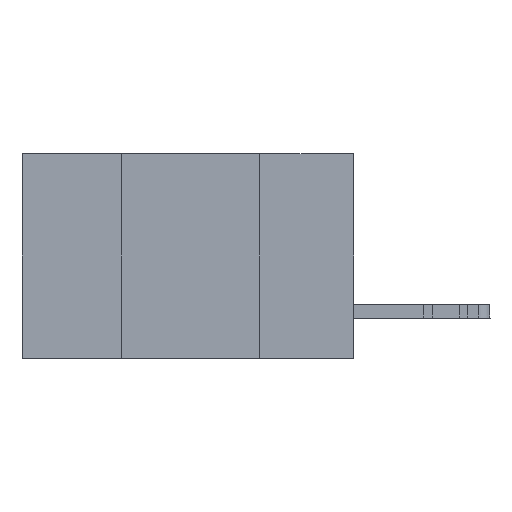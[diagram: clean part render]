
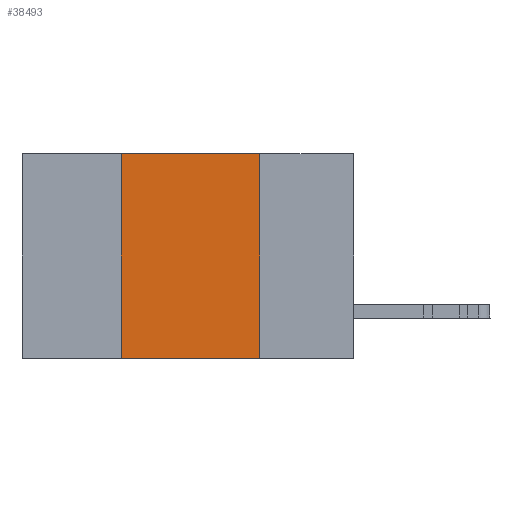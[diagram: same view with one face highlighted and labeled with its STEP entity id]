
A CAD part, left-side view. The second image highlights one B-rep face of the part: STEP entity #38493.
In plain terms, the highlighted planar face has unit normal (-1, 0, 0).
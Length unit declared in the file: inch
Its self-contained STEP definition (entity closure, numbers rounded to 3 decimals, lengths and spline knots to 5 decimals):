
#2457 = ORIENTED_EDGE ( 'NONE', *, *, #14937, .F. ) ;
#3976 = LINE ( 'NONE', #31371, #34693 ) ;
#4095 = DIRECTION ( 'NONE',  ( 0., 0., -1. ) ) ;
#5490 = EDGE_LOOP ( 'NONE', ( #33084, #32528, #2457, #37282 ) ) ;
#10149 = LINE ( 'NONE', #15117, #25278 ) ;
#10776 = PLANE ( 'NONE',  #11874 ) ;
#11131 = EDGE_CURVE ( 'NONE', #19020, #39881, #10149, .T. ) ;
#11874 = AXIS2_PLACEMENT_3D ( 'NONE', #19978, #23228, #4095 ) ;
#13763 = CARTESIAN_POINT ( 'NONE',  ( 0., 0.42, 0. ) ) ;
#14937 = EDGE_CURVE ( 'NONE', #19020, #15128, #3976, .T. ) ;
#15106 = LINE ( 'NONE', #38737, #31743 ) ;
#15117 = CARTESIAN_POINT ( 'NONE',  ( 0., 0.6, -0.37 ) ) ;
#15128 = VERTEX_POINT ( 'NONE', #13763 ) ;
#15617 = DIRECTION ( 'NONE',  ( 0., 0., 1. ) ) ;
#16981 = VECTOR ( 'NONE', #31074, 39.37008 ) ;
#19020 = VERTEX_POINT ( 'NONE', #28932 ) ;
#19978 = CARTESIAN_POINT ( 'NONE',  ( 0., 0.6, 0. ) ) ;
#23228 = DIRECTION ( 'NONE',  ( 1., 0., 0. ) ) ;
#23301 = EDGE_CURVE ( 'NONE', #35291, #39881, #15106, .T. ) ;
#24662 = EDGE_CURVE ( 'NONE', #15128, #35291, #34184, .T. ) ;
#25278 = VECTOR ( 'NONE', #28174, 39.37008 ) ;
#27544 = CARTESIAN_POINT ( 'NONE',  ( 0., 0.6, 0. ) ) ;
#28174 = DIRECTION ( 'NONE',  ( 0., -1., 0. ) ) ;
#28932 = CARTESIAN_POINT ( 'NONE',  ( 0., 0.42, -0.37 ) ) ;
#31074 = DIRECTION ( 'NONE',  ( 0., -1., 0. ) ) ;
#31371 = CARTESIAN_POINT ( 'NONE',  ( 0., 0.42, 0. ) ) ;
#31743 = VECTOR ( 'NONE', #32322, 39.37008 ) ;
#32322 = DIRECTION ( 'NONE',  ( 0., 0., -1. ) ) ;
#32528 = ORIENTED_EDGE ( 'NONE', *, *, #24662, .F. ) ;
#33084 = ORIENTED_EDGE ( 'NONE', *, *, #23301, .F. ) ;
#34184 = LINE ( 'NONE', #27544, #16981 ) ;
#34693 = VECTOR ( 'NONE', #15617, 39.37008 ) ;
#34921 = CARTESIAN_POINT ( 'NONE',  ( 0., 0.17, -0.37 ) ) ;
#35205 = FACE_OUTER_BOUND ( 'NONE', #5490, .T. ) ;
#35291 = VERTEX_POINT ( 'NONE', #36475 ) ;
#36475 = CARTESIAN_POINT ( 'NONE',  ( 0., 0.17, 0. ) ) ;
#37282 = ORIENTED_EDGE ( 'NONE', *, *, #11131, .T. ) ;
#38493 = ADVANCED_FACE ( 'NONE', ( #35205 ), #10776, .F. ) ;
#38737 = CARTESIAN_POINT ( 'NONE',  ( 0., 0.17, 0. ) ) ;
#39881 = VERTEX_POINT ( 'NONE', #34921 ) ;
